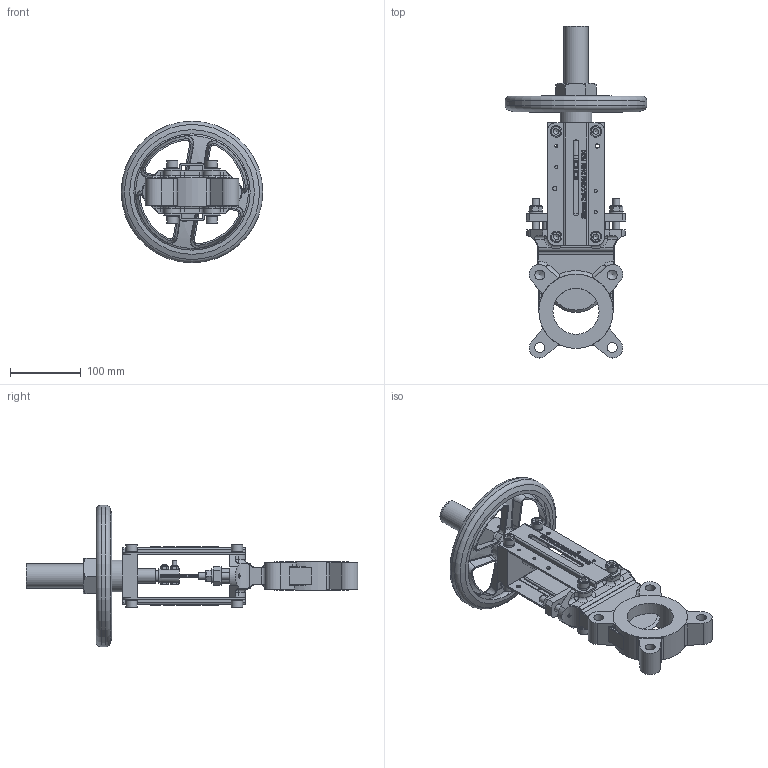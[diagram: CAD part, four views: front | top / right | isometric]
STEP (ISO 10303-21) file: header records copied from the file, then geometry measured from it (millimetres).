
FILE_DESCRIPTION(/* description */ ('170065'),/* implementation_level */ '2;1');
FILE_NAME(/* name */ '170065.stp',/* time_stamp */ '2016-02-16T15:00:09+01:00',/* author */ ('jmorand'),/* organization */ ('Sferaco'),/* preprocessor_version */ 'ST-DEVELOPER v16.1',/* originating_system */ 'Autodesk Inventor 2016',/* authorisation */ '');
FILE_SCHEMA (('AUTOMOTIVE_DESIGN { 1 0 10303 214 3 1 1 }'));
Length unit declared in the file: millimetre
Products named in the file (1): DN65
Bounding box: 200 x 468.97 x 200 mm (x, y, z)
Volume: 1127410.6 mm3; surface area: 324938.2 mm2
Topology: 1 solids, 12 shells, 1757 faces, 4489 edges, 2867 vertices
Faces by surface type: plane 789, bspline 530, cylinder 207, cone 140, torus 83, sphere 8
Full cylindrical faces by diameter (mm): 3.5 x2, 4.2 x6, 5 x2, 6 x10, 6.5 x2, 6.6 x4, 8.5 x10, 10 x17, 10.5 x10, 10.9 x8, 12 x2, 14 x6, 15.5 x1, 16 x8, 16.1 x8, 20 x5, 27 x1, 32 x1, 34 x1, 45 x1, 65 x1, 105 x1, 196 x1, 200 x1
Entity records: 64453 total; most frequent: CARTESIAN_POINT 25875, ORIENTED_EDGE 8546, DIRECTION 6410, EDGE_CURVE 4273, VERTEX_POINT 2810, AXIS2_PLACEMENT_3D 2137, LINE 2136, VECTOR 2136
